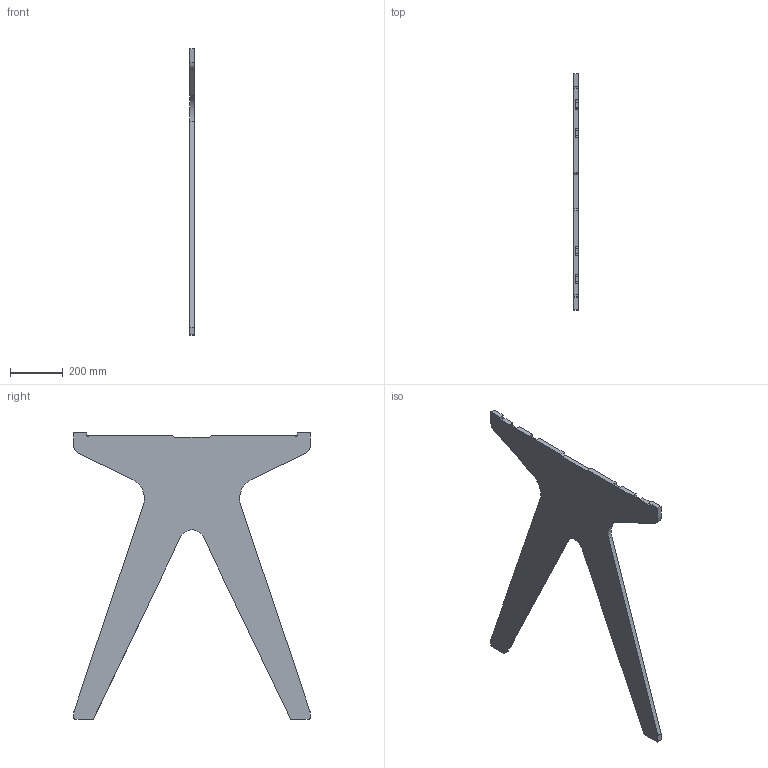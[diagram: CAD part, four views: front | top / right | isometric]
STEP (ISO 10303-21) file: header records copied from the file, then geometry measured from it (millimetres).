
FILE_DESCRIPTION(('CATIA V5 STEP Exchange'),'2;1');
FILE_NAME('BKT_3.5_Pied18_Ext.stp','2018-11-01T12:06:04+00:00',('none'),('none'),'CATIA Version 5 Release 20 GA (IN-10)','CATIA V5 STEP AP203','none');
FILE_SCHEMA(('CONFIG_CONTROL_DESIGN'));
Length unit declared in the file: millimetre
Products named in the file (1): BKT_3.5_PiedExt
Bounding box: 18 x 900 x 1092 mm (x, y, z)
Volume: 6782605.3 mm3; surface area: 933653.8 mm2
Topology: 1 solids, 1 shells, 122 faces, 354 edges, 237 vertices
Faces by surface type: plane 80, cylinder 42
Entity records: 3904 total; most frequent: ORIENTED_EDGE 708, CARTESIAN_POINT 698, DIRECTION 566, EDGE_CURVE 354, VECTOR 265, LINE 265, VERTEX_POINT 237, AXIS2_PLACEMENT_3D 196
